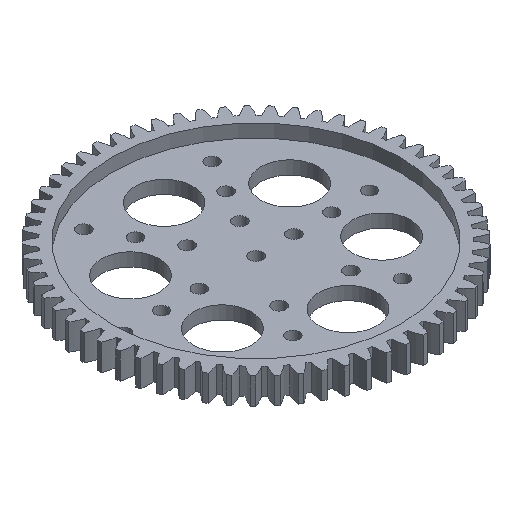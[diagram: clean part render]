
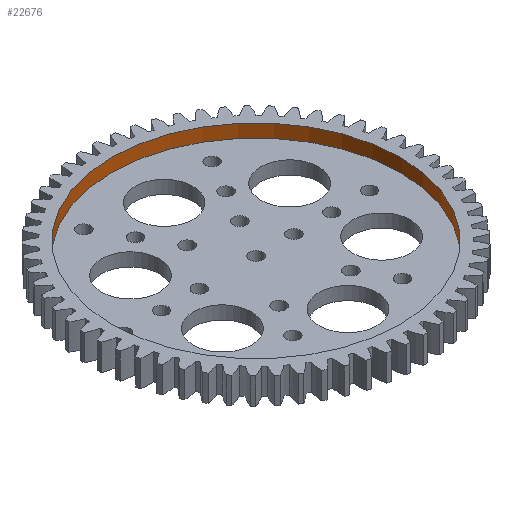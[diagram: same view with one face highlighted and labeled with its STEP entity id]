
A CAD part, isometric view. The second image highlights one B-rep face of the part: STEP entity #22676.
In plain terms, the highlighted cylindrical face has radius 27.5 mm (diameter 55 mm), a full revolution.
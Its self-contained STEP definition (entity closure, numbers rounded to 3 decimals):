
#110 = PLANE('',#111);
#111 = AXIS2_PLACEMENT_3D('',#112,#113,#114);
#112 = CARTESIAN_POINT('',(0.,0.,5.));
#113 = DIRECTION('',(-0.,-0.,-1.));
#114 = DIRECTION('',(-1.,0.,0.));
#15216 = EDGE_CURVE('',#15217,#15217,#15219,.T.);
#15217 = VERTEX_POINT('',#15218);
#15218 = CARTESIAN_POINT('',(27.5,0.,5.));
#15219 = SURFACE_CURVE('',#15220,(#15225,#15236),.PCURVE_S1.);
#15220 = CIRCLE('',#15221,27.5);
#15221 = AXIS2_PLACEMENT_3D('',#15222,#15223,#15224);
#15222 = CARTESIAN_POINT('',(0.,0.,5.));
#15223 = DIRECTION('',(0.,0.,1.));
#15224 = DIRECTION('',(1.,0.,-0.));
#15225 = PCURVE('',#110,#15226);
#15226 = DEFINITIONAL_REPRESENTATION('',(#15227),#15235);
#15227 = ( BOUNDED_CURVE() B_SPLINE_CURVE(2,(#15228,#15229,#15230,#15231
    ,#15232,#15233,#15234),.UNSPECIFIED.,.T.,.F.) 
B_SPLINE_CURVE_WITH_KNOTS((1,2,2,2,2,1),(-2.094,0.,
    2.094,4.189,6.283,8.378),
.UNSPECIFIED.) CURVE() GEOMETRIC_REPRESENTATION_ITEM() 
RATIONAL_B_SPLINE_CURVE((1.,0.5,1.,0.5,1.,0.5,1.)) REPRESENTATION_ITEM(
  '') );
#15228 = CARTESIAN_POINT('',(-27.5,0.));
#15229 = CARTESIAN_POINT('',(-27.5,47.631));
#15230 = CARTESIAN_POINT('',(13.75,23.816));
#15231 = CARTESIAN_POINT('',(55.,0.));
#15232 = CARTESIAN_POINT('',(13.75,-23.816));
#15233 = CARTESIAN_POINT('',(-27.5,-47.631));
#15234 = CARTESIAN_POINT('',(-27.5,0.));
#15235 = ( GEOMETRIC_REPRESENTATION_CONTEXT(2) 
PARAMETRIC_REPRESENTATION_CONTEXT() REPRESENTATION_CONTEXT('2D SPACE',''
  ) );
#15236 = PCURVE('',#15237,#15242);
#15237 = CYLINDRICAL_SURFACE('',#15238,27.5);
#15238 = AXIS2_PLACEMENT_3D('',#15239,#15240,#15241);
#15239 = CARTESIAN_POINT('',(0.,0.,2.5));
#15240 = DIRECTION('',(0.,0.,1.));
#15241 = DIRECTION('',(1.,0.,0.));
#15242 = DEFINITIONAL_REPRESENTATION('',(#15243),#15247);
#15243 = LINE('',#15244,#15245);
#15244 = CARTESIAN_POINT('',(0.,2.5));
#15245 = VECTOR('',#15246,1.);
#15246 = DIRECTION('',(1.,0.));
#15247 = ( GEOMETRIC_REPRESENTATION_CONTEXT(2) 
PARAMETRIC_REPRESENTATION_CONTEXT() REPRESENTATION_CONTEXT('2D SPACE',''
  ) );
#21542 = PLANE('',#21543);
#21543 = AXIS2_PLACEMENT_3D('',#21544,#21545,#21546);
#21544 = CARTESIAN_POINT('',(0.,0.,2.5));
#21545 = DIRECTION('',(0.,0.,1.));
#21546 = DIRECTION('',(1.,0.,0.));
#22676 = ADVANCED_FACE('',(#22677),#15237,.F.);
#22677 = FACE_BOUND('',#22678,.F.);
#22678 = EDGE_LOOP('',(#22679,#22680,#22703,#22725));
#22679 = ORIENTED_EDGE('',*,*,#15216,.F.);
#22680 = ORIENTED_EDGE('',*,*,#22681,.F.);
#22681 = EDGE_CURVE('',#22682,#15217,#22684,.T.);
#22682 = VERTEX_POINT('',#22683);
#22683 = CARTESIAN_POINT('',(27.5,0.,2.5));
#22684 = SEAM_CURVE('',#22685,(#22689,#22696),.PCURVE_S1.);
#22685 = LINE('',#22686,#22687);
#22686 = CARTESIAN_POINT('',(27.5,0.,2.5));
#22687 = VECTOR('',#22688,1.);
#22688 = DIRECTION('',(0.,0.,1.));
#22689 = PCURVE('',#15237,#22690);
#22690 = DEFINITIONAL_REPRESENTATION('',(#22691),#22695);
#22691 = LINE('',#22692,#22693);
#22692 = CARTESIAN_POINT('',(6.283,-0.));
#22693 = VECTOR('',#22694,1.);
#22694 = DIRECTION('',(0.,1.));
#22695 = ( GEOMETRIC_REPRESENTATION_CONTEXT(2) 
PARAMETRIC_REPRESENTATION_CONTEXT() REPRESENTATION_CONTEXT('2D SPACE',''
  ) );
#22696 = PCURVE('',#15237,#22697);
#22697 = DEFINITIONAL_REPRESENTATION('',(#22698),#22702);
#22698 = LINE('',#22699,#22700);
#22699 = CARTESIAN_POINT('',(0.,-0.));
#22700 = VECTOR('',#22701,1.);
#22701 = DIRECTION('',(0.,1.));
#22702 = ( GEOMETRIC_REPRESENTATION_CONTEXT(2) 
PARAMETRIC_REPRESENTATION_CONTEXT() REPRESENTATION_CONTEXT('2D SPACE',''
  ) );
#22703 = ORIENTED_EDGE('',*,*,#22704,.T.);
#22704 = EDGE_CURVE('',#22682,#22682,#22705,.T.);
#22705 = SURFACE_CURVE('',#22706,(#22711,#22718),.PCURVE_S1.);
#22706 = CIRCLE('',#22707,27.5);
#22707 = AXIS2_PLACEMENT_3D('',#22708,#22709,#22710);
#22708 = CARTESIAN_POINT('',(0.,0.,2.5));
#22709 = DIRECTION('',(0.,0.,1.));
#22710 = DIRECTION('',(1.,0.,0.));
#22711 = PCURVE('',#15237,#22712);
#22712 = DEFINITIONAL_REPRESENTATION('',(#22713),#22717);
#22713 = LINE('',#22714,#22715);
#22714 = CARTESIAN_POINT('',(0.,0.));
#22715 = VECTOR('',#22716,1.);
#22716 = DIRECTION('',(1.,0.));
#22717 = ( GEOMETRIC_REPRESENTATION_CONTEXT(2) 
PARAMETRIC_REPRESENTATION_CONTEXT() REPRESENTATION_CONTEXT('2D SPACE',''
  ) );
#22718 = PCURVE('',#21542,#22719);
#22719 = DEFINITIONAL_REPRESENTATION('',(#22720),#22724);
#22720 = CIRCLE('',#22721,27.5);
#22721 = AXIS2_PLACEMENT_2D('',#22722,#22723);
#22722 = CARTESIAN_POINT('',(0.,0.));
#22723 = DIRECTION('',(1.,0.));
#22724 = ( GEOMETRIC_REPRESENTATION_CONTEXT(2) 
PARAMETRIC_REPRESENTATION_CONTEXT() REPRESENTATION_CONTEXT('2D SPACE',''
  ) );
#22725 = ORIENTED_EDGE('',*,*,#22681,.T.);
